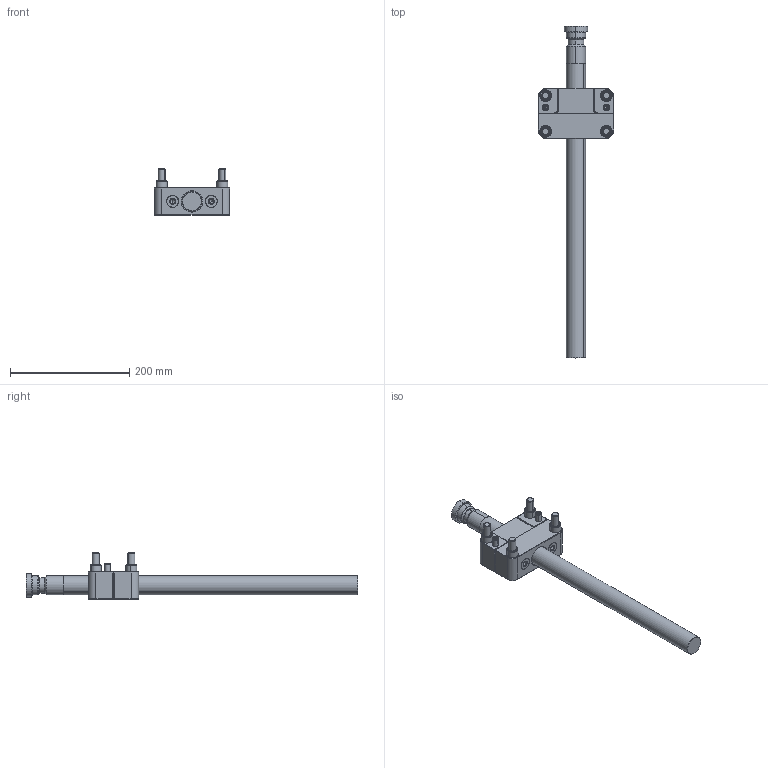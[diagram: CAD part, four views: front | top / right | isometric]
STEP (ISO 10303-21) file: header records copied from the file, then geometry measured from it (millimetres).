
FILE_DESCRIPTION (( 'STEP AP214' ), '1' );
FILE_NAME ('EX321200.STEP', '2022-11-30T15:19:34', ( '' ), ( '' ), 'SwSTEP 2.0', 'SolidWorks 2021', '' );
FILE_SCHEMA (( 'AUTOMOTIVE_DESIGN' ));
Length unit declared in the file: millimetre
Products named in the file (17): EX321200-C_Predeterminado; 3IMAN3X3_Predeterminado; 3CASQ-EX32_Predeterminado; EX321200-E_Predeterminado; EX321200-G_Predeterminado; 1BOLA-D4_Predeterminado; EX321200-B_Predeterminado; 1DIN9121480_Predeterminado; EX321200-H_Predeterminado; EX321200; EX321200-D_Predeterminado; 3MUELLE-EX32_comprimida; 1DIN9121265_DIN 912 M12 x 40 --- 40C; EX321200-F_Predeterminado; EX321200-A_Predeterminado; ZBS050_Predeterminado; 1PCR79791030_ISO 8735-10x24-A-St
Assembly tree (29 placements, depth 2):
  EX321200
    EX321200-A_Predeterminado
    EX321200-B_Predeterminado
    EX321200-C_Predeterminado
    EX321200-D_Predeterminado  x2
    EX321200-E_Predeterminado
    EX321200-F_Predeterminado  x2
    EX321200-G_Predeterminado  x2
    EX321200-H_Predeterminado
    3CASQ-EX32_Predeterminado
    ZBS050_Predeterminado  x4
    1DIN9121265_DIN 912 M12 x 40 --- 40C  x4
    1DIN9121480_Predeterminado
    3MUELLE-EX32_comprimida  x2
    1PCR79791030_ISO 8735-10x24-A-St  x2
    1BOLA-D4_Predeterminado  x2
    3IMAN3X3_Predeterminado  x2
Bounding box: 126 x 557 x 77.5 mm (x, y, z)
Volume: 858695.5 mm3; surface area: 196716.8 mm2
Topology: 33 solids, 33 shells, 867 faces, 1960 edges, 1170 vertices
Faces by surface type: plane 301, cone 240, cylinder 208, torus 102, bspline 8, sphere 8
Entity records: 23334 total; most frequent: CARTESIAN_POINT 8905, DIRECTION 2982, ORIENTED_EDGE 2692, EDGE_CURVE 1346, AXIS2_PLACEMENT_3D 1163, VERTEX_POINT 818, VECTOR 656, LINE 656
